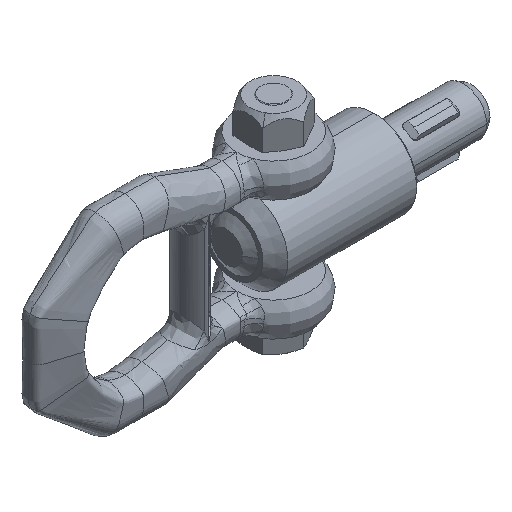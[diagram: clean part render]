
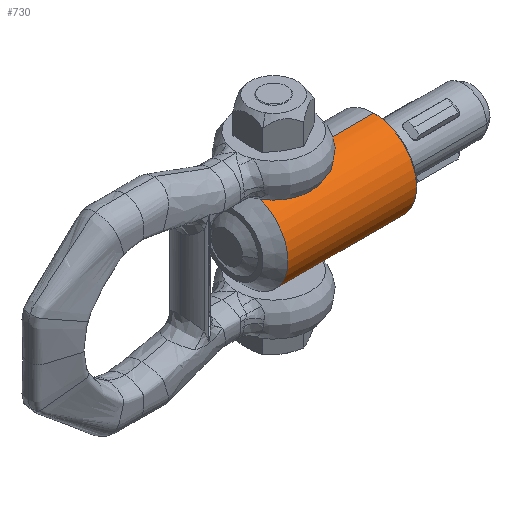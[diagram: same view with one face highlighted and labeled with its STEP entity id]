
A CAD part, isometric view. The second image highlights one B-rep face of the part: STEP entity #730.
In plain terms, the highlighted cylindrical face has radius 10.75 mm (diameter 21.5 mm), a partial arc.
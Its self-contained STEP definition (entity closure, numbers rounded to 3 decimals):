
#730=ADVANCED_FACE('',(#1473),#1474,.T.);
#1473=FACE_OUTER_BOUND('',#9223,.T.);
#1474=CYLINDRICAL_SURFACE('',#9224,10.75);
#9223=EDGE_LOOP('',(#11211,#11212,#11213,#11214,#11215,#11216,#11217,#11218));
#9224=AXIS2_PLACEMENT_3D('',#11219,#11220,#11221);
#11211=ORIENTED_EDGE('',*,*,#11970,.T.);
#11212=ORIENTED_EDGE('',*,*,#12237,.T.);
#11213=ORIENTED_EDGE('',*,*,#11974,.T.);
#11214=ORIENTED_EDGE('',*,*,#12238,.F.);
#11215=ORIENTED_EDGE('',*,*,#11973,.T.);
#11216=ORIENTED_EDGE('',*,*,#12239,.T.);
#11217=ORIENTED_EDGE('',*,*,#11972,.T.);
#11218=ORIENTED_EDGE('',*,*,#12235,.T.);
#11219=CARTESIAN_POINT('',(0.0,0.0,0.0));
#11220=DIRECTION('',(1.0,-0.0,0.0));
#11221=DIRECTION('',(0.0,0.0,1.0));
#11970=EDGE_CURVE('',#13187,#13169,#13188,.T.);
#11972=EDGE_CURVE('',#13170,#13189,#13191,.T.);
#11973=EDGE_CURVE('',#13179,#13174,#13192,.T.);
#11974=EDGE_CURVE('',#13172,#13183,#13193,.T.);
#12235=EDGE_CURVE('',#13189,#13187,#13574,.T.);
#12237=EDGE_CURVE('',#13169,#13172,#13576,.T.);
#12238=EDGE_CURVE('',#13179,#13183,#13577,.T.);
#12239=EDGE_CURVE('',#13174,#13170,#13578,.T.);
#13169=VERTEX_POINT('',#18439);
#13170=VERTEX_POINT('',#18440);
#13172=VERTEX_POINT('',#18443);
#13174=VERTEX_POINT('',#18463);
#13179=VERTEX_POINT('',#18487);
#13183=VERTEX_POINT('',#18492);
#13187=VERTEX_POINT('',#18497);
#13188=LINE('',#18498,#18499);
#13189=VERTEX_POINT('',#18500);
#13191=LINE('',#18502,#18503);
#13192=LINE('',#18504,#18505);
#13193=LINE('',#18506,#18507);
#13574=CIRCLE('',#19280,10.75);
#13576=B_SPLINE_CURVE_WITH_KNOTS('',3,(#19282,#19283,#19284,#19285,#19286,#19287,#19288,#19289,#19290,#19291,#19292,#19293,#19294,#19295,#19296,#19297,#19298,#19299),.UNSPECIFIED.,.F.,.F.,(4,2,2,2,2,2,2,2,4),(0.625,0.781,0.937,1.093,1.249,1.406,1.562,1.718,1.874),.UNSPECIFIED.);
#13577=CIRCLE('',#19300,10.75);
#13578=B_SPLINE_CURVE_WITH_KNOTS('',3,(#19301,#19302,#19303,#19304,#19305,#19306,#19307,#19308,#19309,#19310,#19311,#19312,#19313,#19314,#19315,#19316,#19317,#19318),.UNSPECIFIED.,.F.,.F.,(4,2,2,2,2,2,2,2,4),(0.625,0.781,0.937,1.093,1.249,1.406,1.562,1.718,1.874),.UNSPECIFIED.);
#18439=CARTESIAN_POINT('',(14.4,0.,10.75));
#18440=CARTESIAN_POINT('',(14.4,0.,-10.75));
#18443=CARTESIAN_POINT('',(6.2,0.,10.75));
#18463=CARTESIAN_POINT('',(6.2,0.,-10.75));
#18487=CARTESIAN_POINT('',(3.15,0.,-10.75));
#18492=CARTESIAN_POINT('',(3.15,0.,10.75));
#18497=CARTESIAN_POINT('',(35.5,0.0,10.75));
#18498=CARTESIAN_POINT('',(19.325,0.,10.75));
#18499=VECTOR('',#20059,1.0);
#18500=CARTESIAN_POINT('',(35.5,0.,-10.75));
#18502=CARTESIAN_POINT('',(0.0,0.,-10.75));
#18503=VECTOR('',#20063,10.75);
#18504=CARTESIAN_POINT('',(0.0,0.,-10.75));
#18505=VECTOR('',#20064,10.75);
#18506=CARTESIAN_POINT('',(19.325,0.,10.75));
#18507=VECTOR('',#20065,1.0);
#19280=AXIS2_PLACEMENT_3D('',#20341,#20342,#20343);
#19282=CARTESIAN_POINT('',(14.4,0.,10.75));
#19283=CARTESIAN_POINT('',(14.4,-0.52,10.75));
#19284=CARTESIAN_POINT('',(14.295,-1.072,10.709));
#19285=CARTESIAN_POINT('',(13.875,-2.081,10.559));
#19286=CARTESIAN_POINT('',(13.56,-2.538,10.453));
#19287=CARTESIAN_POINT('',(12.838,-3.26,10.251));
#19288=CARTESIAN_POINT('',(12.38,-3.575,10.141));
#19289=CARTESIAN_POINT('',(11.372,-3.995,9.983));
#19290=CARTESIAN_POINT('',(10.821,-4.1,9.937));
#19291=CARTESIAN_POINT('',(9.779,-4.1,9.937));
#19292=CARTESIAN_POINT('',(9.228,-3.995,9.983));
#19293=CARTESIAN_POINT('',(8.22,-3.575,10.141));
#19294=CARTESIAN_POINT('',(7.762,-3.26,10.251));
#19295=CARTESIAN_POINT('',(7.04,-2.538,10.453));
#19296=CARTESIAN_POINT('',(6.725,-2.081,10.559));
#19297=CARTESIAN_POINT('',(6.305,-1.072,10.709));
#19298=CARTESIAN_POINT('',(6.2,-0.52,10.75));
#19299=CARTESIAN_POINT('',(6.2,0.,10.75));
#19300=AXIS2_PLACEMENT_3D('',#20344,#20345,#20346);
#19301=CARTESIAN_POINT('',(6.2,0.,-10.75));
#19302=CARTESIAN_POINT('',(6.2,-0.52,-10.75));
#19303=CARTESIAN_POINT('',(6.305,-1.072,-10.709));
#19304=CARTESIAN_POINT('',(6.725,-2.081,-10.559));
#19305=CARTESIAN_POINT('',(7.04,-2.538,-10.453));
#19306=CARTESIAN_POINT('',(7.762,-3.26,-10.251));
#19307=CARTESIAN_POINT('',(8.22,-3.575,-10.141));
#19308=CARTESIAN_POINT('',(9.228,-3.995,-9.983));
#19309=CARTESIAN_POINT('',(9.779,-4.1,-9.937));
#19310=CARTESIAN_POINT('',(10.821,-4.1,-9.937));
#19311=CARTESIAN_POINT('',(11.372,-3.995,-9.983));
#19312=CARTESIAN_POINT('',(12.38,-3.575,-10.141));
#19313=CARTESIAN_POINT('',(12.838,-3.26,-10.251));
#19314=CARTESIAN_POINT('',(13.56,-2.538,-10.453));
#19315=CARTESIAN_POINT('',(13.875,-2.081,-10.559));
#19316=CARTESIAN_POINT('',(14.295,-1.072,-10.709));
#19317=CARTESIAN_POINT('',(14.4,-0.52,-10.75));
#19318=CARTESIAN_POINT('',(14.4,0.,-10.75));
#20059=DIRECTION('',(-1.0,0.0,-0.0));
#20063=DIRECTION('',(1.0,0.0,0.0));
#20064=DIRECTION('',(1.0,0.0,0.0));
#20065=DIRECTION('',(-1.0,0.0,-0.0));
#20341=CARTESIAN_POINT('',(35.5,0.0,0.0));
#20342=DIRECTION('',(-1.0,0.0,0.0));
#20343=DIRECTION('',(0.0,0.0,1.0));
#20344=CARTESIAN_POINT('',(3.15,0.0,0.0));
#20345=DIRECTION('',(-1.0,0.0,0.0));
#20346=DIRECTION('',(0.0,0.0,1.0));
